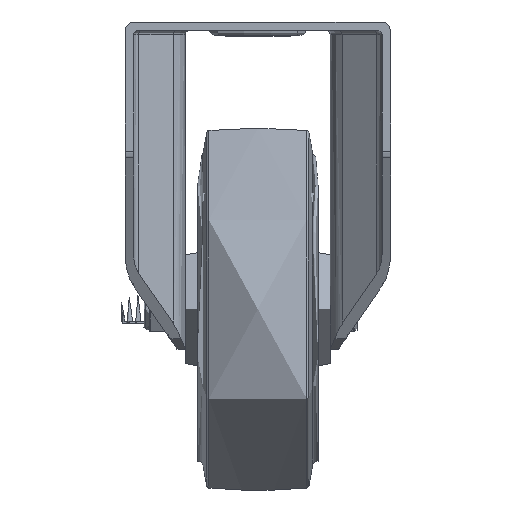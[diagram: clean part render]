
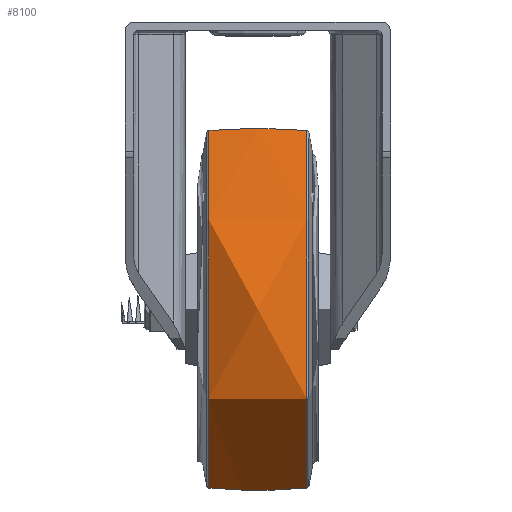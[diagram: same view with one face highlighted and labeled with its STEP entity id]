
A CAD part, left-side view. The second image highlights one B-rep face of the part: STEP entity #8100.
In plain terms, the highlighted free-form (B-spline) face has degree [2, 2] with [3, 9] control points.
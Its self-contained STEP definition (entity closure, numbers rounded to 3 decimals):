
#35=(
BOUNDED_SURFACE()
B_SPLINE_SURFACE(2,2,((#13070,#13071,#13072,#13073,#13074,#13075,#13076,
#13077,#13078),(#13079,#13080,#13081,#13082,#13083,#13084,#13085,#13086,
#13087),(#13088,#13089,#13090,#13091,#13092,#13093,#13094,#13095,#13096)),
 .UNSPECIFIED.,.F.,.T.,.F.)
B_SPLINE_SURFACE_WITH_KNOTS((3,3),(3,2,2,2,3),(-0.092,0.092),
(-3.142,-1.571,0.,1.571,3.142),
 .UNSPECIFIED.)
GEOMETRIC_REPRESENTATION_ITEM()
RATIONAL_B_SPLINE_SURFACE(((1.,0.707,1.,0.707,1.,
0.707,1.,0.707,1.),(0.996,0.704,
0.996,0.704,0.996,0.704,
0.996,0.704,0.996),(1.,0.707,
1.,0.707,1.,0.707,1.,0.707,1.)))
REPRESENTATION_ITEM('')
SURFACE()
);
#853=FACE_OUTER_BOUND('',#1351,.T.);
#1351=EDGE_LOOP('',(#6201,#6202,#6203,#6204));
#3100=CIRCLE('',#8863,74.071);
#3101=CIRCLE('',#8864,221.);
#3102=CIRCLE('',#8865,74.071);
#3626=VERTEX_POINT('',#13067);
#3627=VERTEX_POINT('',#13097);
#4554=EDGE_CURVE('',#3626,#3626,#3100,.T.);
#4555=EDGE_CURVE('',#3626,#3627,#3101,.T.);
#4556=EDGE_CURVE('',#3627,#3627,#3102,.T.);
#6201=ORIENTED_EDGE('',*,*,#4554,.F.);
#6202=ORIENTED_EDGE('',*,*,#4555,.T.);
#6203=ORIENTED_EDGE('',*,*,#4556,.T.);
#6204=ORIENTED_EDGE('',*,*,#4555,.F.);
#8100=ADVANCED_FACE('',(#853),#35,.F.);
#8863=AXIS2_PLACEMENT_3D('',#13069,#10337,#10338);
#8864=AXIS2_PLACEMENT_3D('',#13098,#10339,#10340);
#8865=AXIS2_PLACEMENT_3D('',#13099,#10341,#10342);
#10337=DIRECTION('center_axis',(0.,1.,0.));
#10338=DIRECTION('ref_axis',(0.,0.,1.));
#10339=DIRECTION('center_axis',(-1.,0.,0.));
#10340=DIRECTION('ref_axis',(0.,0.,-1.));
#10341=DIRECTION('center_axis',(0.,1.,0.));
#10342=DIRECTION('ref_axis',(0.,0.,1.));
#13067=CARTESIAN_POINT('',(0.,20.243,-74.071));
#13069=CARTESIAN_POINT('Origin',(0.,20.243,0.));
#13070=CARTESIAN_POINT('Ctrl Pts',(0.,-20.243,-74.071));
#13071=CARTESIAN_POINT('Ctrl Pts',(-74.071,-20.243,
-74.071));
#13072=CARTESIAN_POINT('Ctrl Pts',(-74.071,-20.243,
0.));
#13073=CARTESIAN_POINT('Ctrl Pts',(-74.071,-20.243,
74.071));
#13074=CARTESIAN_POINT('Ctrl Pts',(0.,-20.243,74.071));
#13075=CARTESIAN_POINT('Ctrl Pts',(74.071,-20.243,74.071));
#13076=CARTESIAN_POINT('Ctrl Pts',(74.071,-20.243,0.));
#13077=CARTESIAN_POINT('Ctrl Pts',(74.071,-20.243,-74.071));
#13078=CARTESIAN_POINT('Ctrl Pts',(0.,-20.243,-74.071));
#13079=CARTESIAN_POINT('Ctrl Pts',(0.,0.,-75.933));
#13080=CARTESIAN_POINT('Ctrl Pts',(-75.933,0.,
-75.933));
#13081=CARTESIAN_POINT('Ctrl Pts',(-75.933,0.,
0.));
#13082=CARTESIAN_POINT('Ctrl Pts',(-75.933,0.,
75.933));
#13083=CARTESIAN_POINT('Ctrl Pts',(0.,0.,75.933));
#13084=CARTESIAN_POINT('Ctrl Pts',(75.933,0.,
75.933));
#13085=CARTESIAN_POINT('Ctrl Pts',(75.933,0.,
0.));
#13086=CARTESIAN_POINT('Ctrl Pts',(75.933,0.,
-75.933));
#13087=CARTESIAN_POINT('Ctrl Pts',(0.,0.,-75.933));
#13088=CARTESIAN_POINT('Ctrl Pts',(0.,20.243,-74.071));
#13089=CARTESIAN_POINT('Ctrl Pts',(-74.071,20.243,-74.071));
#13090=CARTESIAN_POINT('Ctrl Pts',(-74.071,20.243,0.));
#13091=CARTESIAN_POINT('Ctrl Pts',(-74.071,20.243,74.071));
#13092=CARTESIAN_POINT('Ctrl Pts',(0.,20.243,74.071));
#13093=CARTESIAN_POINT('Ctrl Pts',(74.071,20.243,74.071));
#13094=CARTESIAN_POINT('Ctrl Pts',(74.071,20.243,0.));
#13095=CARTESIAN_POINT('Ctrl Pts',(74.071,20.243,-74.071));
#13096=CARTESIAN_POINT('Ctrl Pts',(0.,20.243,-74.071));
#13097=CARTESIAN_POINT('',(0.,-20.243,-74.071));
#13098=CARTESIAN_POINT('Origin',(0.,0.,
146.));
#13099=CARTESIAN_POINT('Origin',(0.,-20.243,0.));
